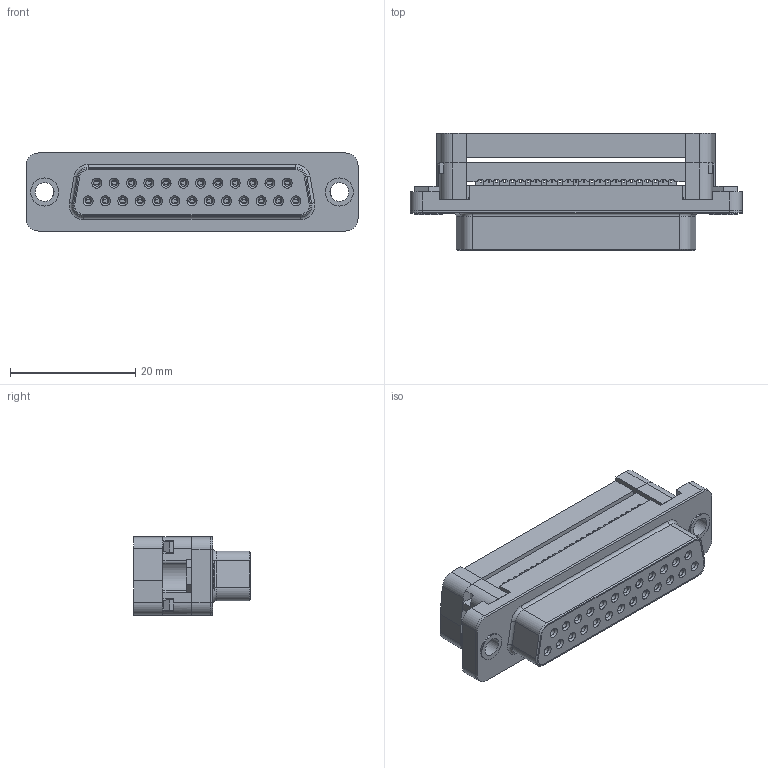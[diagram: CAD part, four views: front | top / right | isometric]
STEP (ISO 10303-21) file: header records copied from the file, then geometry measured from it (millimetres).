
FILE_DESCRIPTION(/* description */ ('Unknown'),/* implementation_level */ '2;1');
FILE_NAME(/* name */ '618025227221',/* time_stamp */ '2018-10-29T17:18:53+01:00',/* author */ ('Unknown'),/* organization */ ('Unknown'),/* preprocessor_version */ 'ST-DEVELOPER v16.7',/* originating_system */ 'DEX',/* authorisation */ $);
FILE_SCHEMA (('AUTOMOTIVE_DESIGN {1 0 10303 214 3 1 1}'));
Products named in the file (31): 6180xx227221_Close; 618025227221; 6180xx227221_PIN; 6180xx227221_PIN02; 6180xx227221_PIN12; 6180xx227221_PIN10; 6180xx227221_PIN11; 6180xx227221_PIN09; 6180xx227221_PIN08; 6180xx227221_PIN07; 61802522x221_Strain Relief; 6180xx227221_PIN04; 61802522x221_Pad; 6180xx227221_PIN06; 6180xx227221_PIN05; 6180xx22x221_ECROU; 6180xx227221_PIN03; 6180xx227221_PIN13; 6180xx227221_PIN20; 6180xx227221_PIN21; 6180xx227221_PIN22; 6180xx227221_PIN23; 6180xx227221_PIN24; 6180xx227221_PIN25; 6180xx227221_PIN26; 6180xx227221_PIN27; 6180xx227221_PIN28; 6180xx227221_PIN29; 6180xx227221_PIN30; 6180xx227221_PIN31
Assembly tree (31 placements, depth 2):
  6180xx227221_Close
    618025227221
    6180xx227221_PIN
    6180xx227221_PIN02
    6180xx227221_PIN12
    6180xx227221_PIN10
    6180xx227221_PIN11
    6180xx227221_PIN09
    6180xx227221_PIN08
    6180xx227221_PIN07
    61802522x221_Strain Relief
    6180xx227221_PIN04
    61802522x221_Pad
    6180xx227221_PIN06
    6180xx227221_PIN05
    6180xx22x221_ECROU  x2
    618025227221
    6180xx227221_PIN03
    6180xx227221_PIN13
    6180xx227221_PIN20
    6180xx227221_PIN21
    6180xx227221_PIN22
    6180xx227221_PIN23
    6180xx227221_PIN24
    6180xx227221_PIN25
    6180xx227221_PIN26
    6180xx227221_PIN27
    6180xx227221_PIN28
    6180xx227221_PIN29
    6180xx227221_PIN30
    6180xx227221_PIN31
Bounding box: 53.1 x 18.7 x 12.5 mm (x, y, z)
Volume: 6778.5 mm3; surface area: 11489.8 mm2
Topology: 31 solids, 31 shells, 2459 faces, 6725 edges, 4311 vertices
Faces by surface type: plane 1950, cylinder 362, bspline 100, cone 33, torus 14
Full cylindrical faces by diameter (mm): 1 x25, 3 x2, 4 x4, 4.1 x2, 4.5 x2
Entity records: 87187 total; most frequent: CARTESIAN_POINT 15320, ORIENTED_EDGE 13208, DIRECTION 12150, EDGE_CURVE 6604, LINE 5414, VECTOR 5414, VERTEX_POINT 4262, AXIS2_PLACEMENT_3D 3368
